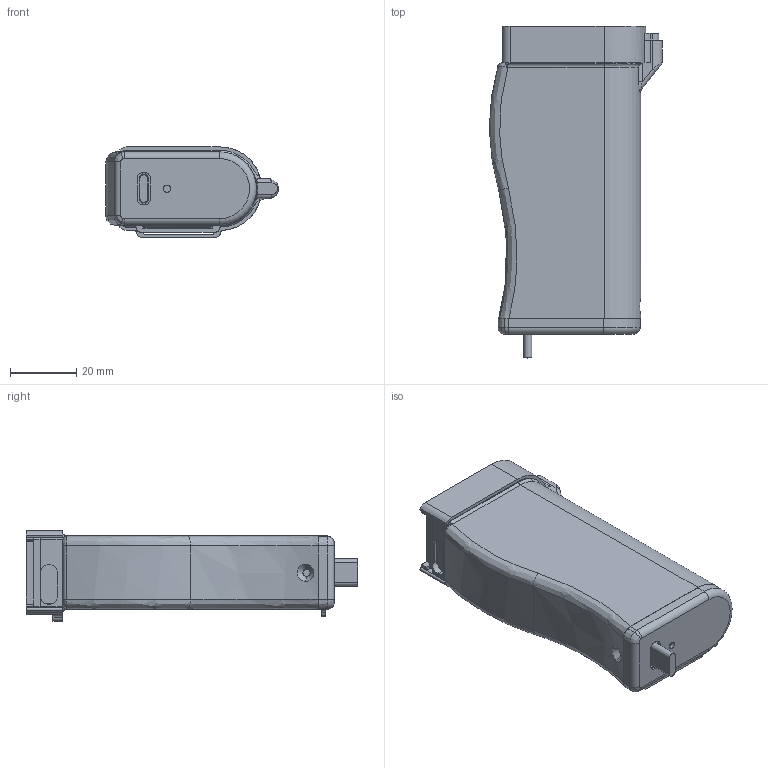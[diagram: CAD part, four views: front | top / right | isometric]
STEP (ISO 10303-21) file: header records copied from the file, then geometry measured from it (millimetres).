
FILE_DESCRIPTION((''),'2;1');
FILE_NAME('RECAMERA_BATTERYSHELL_VERTICAL_ASM','2024-09-11T14:31:54',('Allen'),(''),'CREO PARAMETRIC BY PTC INC, 2021063','CREO PARAMETRIC BY PTC INC, 2021063','');
FILE_SCHEMA(('CONFIG_CONTROL_DESIGN'));
Length unit declared in the file: millimetre
Products named in the file (6): BATTERY_SHELL; VERTICAL_SHELL; BOTTOM_SHELL; 4000MAH_BATTERY; TYPEC_BOARD; RECAMERA_BATTERYSHELL_VERTICAL_ASM
Assembly tree (5 placements, depth 2):
  RECAMERA_BATTERYSHELL_VERTICAL_ASM
    BATTERY_SHELL
    VERTICAL_SHELL
    BOTTOM_SHELL
    4000MAH_BATTERY
    TYPEC_BOARD
Bounding box: 51.99 x 99.87 x 27.1 mm (x, y, z)
Volume: 72400 mm3; surface area: 35835.3 mm2
Topology: 5 solids, 5 shells, 266 faces, 723 edges, 467 vertices
Faces by surface type: plane 121, cylinder 107, bspline 29, extrusion 6, torus 3
Entity records: 10930 total; most frequent: CARTESIAN_POINT 4122, ORIENTED_EDGE 1446, DIRECTION 1336, EDGE_CURVE 723, VERTEX_POINT 467, AXIS2_PLACEMENT_3D 462, VECTOR 412, LINE 406
